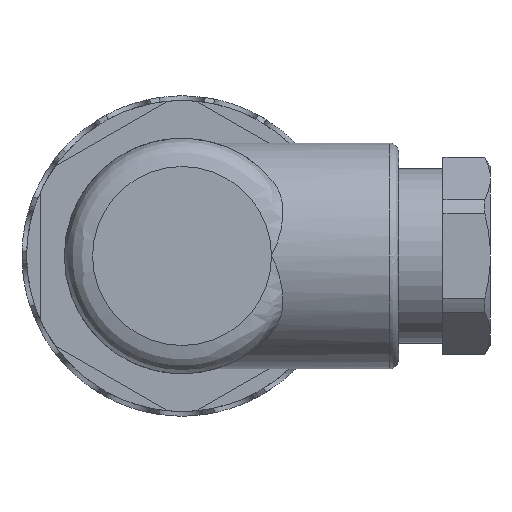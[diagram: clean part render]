
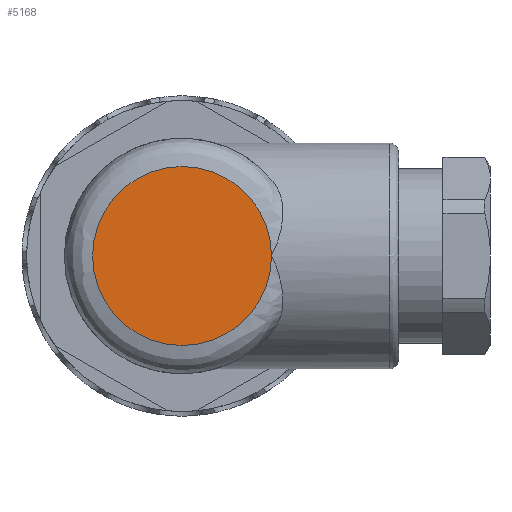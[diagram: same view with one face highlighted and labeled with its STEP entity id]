
A CAD part, front view. The second image highlights one B-rep face of the part: STEP entity #5168.
In plain terms, the highlighted planar face has unit normal (0, -1, 0).
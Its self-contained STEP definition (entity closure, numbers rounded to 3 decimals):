
#3669=PLANE('',#12071);
#4016=FACE_OUTER_BOUND('',#5948,.T.);
#5168=ADVANCED_FACE('',(#4016),#3669,.T.);
#5948=EDGE_LOOP('',(#6606,#6607));
#6606=ORIENTED_EDGE('',*,*,#10415,.T.);
#6607=ORIENTED_EDGE('',*,*,#10416,.T.);
#9453=VERTEX_POINT('',#15109);
#9459=VERTEX_POINT('',#15170);
#10415=EDGE_CURVE('',#9459,#9453,#11845,.T.);
#10416=EDGE_CURVE('',#9453,#9459,#11846,.T.);
#11845=CIRCLE('',#12069,9.5);
#11846=CIRCLE('',#12070,9.5);
#12069=AXIS2_PLACEMENT_3D('',#15169,#12830,#12831);
#12070=AXIS2_PLACEMENT_3D('',#15171,#12832,#12833);
#12071=AXIS2_PLACEMENT_3D('',#15193,#12834,#12835);
#12830=DIRECTION('',(0.,-1.,0.));
#12831=DIRECTION('',(-1.,0.,0.));
#12832=DIRECTION('',(0.,-1.,0.));
#12833=DIRECTION('',(1.,0.,0.));
#12834=DIRECTION('',(0.,-1.,0.));
#12835=DIRECTION('',(-1.,0.,0.));
#15109=CARTESIAN_POINT('',(4.771,-70.382,0.232));
#15169=CARTESIAN_POINT('',(-4.729,-70.382,0.232));
#15170=CARTESIAN_POINT('',(-14.229,-70.382,0.232));
#15171=CARTESIAN_POINT('',(-4.729,-70.382,0.232));
#15193=CARTESIAN_POINT('',(5.721,-70.382,10.682));
